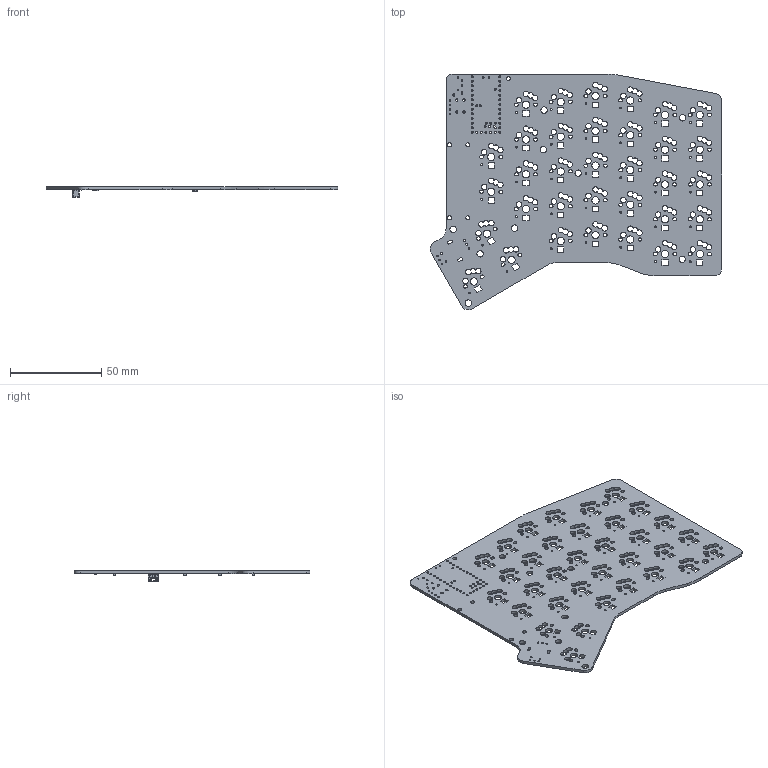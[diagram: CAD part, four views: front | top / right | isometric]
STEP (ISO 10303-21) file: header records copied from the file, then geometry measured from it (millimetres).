
FILE_DESCRIPTION(('KiCad electronic assembly'),'2;1');
FILE_NAME('Zodiark-V2-Right-SIMPLE.step','2024-09-10T21:11:03',('Pcbnew' ),('Kicad'),'Open CASCADE STEP processor 7.8', 'KiCad to STEP converter','Unknown');
FILE_SCHEMA(('AUTOMOTIVE_DESIGN { 1 0 10303 214 1 1 1 1 }'));
Length unit declared in the file: millimetre
Products named in the file (8): Zodiark-V2-Right-SIMPLE 1; C_0805_2012Metric; JST_GH_SM02B-GHS-TB_1x02-1MP_P1.25mm_Horizontal; JST_SM02B_GHS_TB; R_1206_3216Metric; _autosave-Zodiark-V2-Right_PCB
Assembly tree (11 placements, depth 3):
  Zodiark-V2-Right-SIMPLE 1
    C_0805_2012Metric  x5
      C_0805_2012Metric
    JST_GH_SM02B-GHS-TB_1x02-1MP_P1.25mm_Horizontal
      JST_SM02B_GHS_TB
    R_1206_3216Metric
      R_1206_3216Metric
    _autosave-Zodiark-V2-Right_PCB
Bounding box: 159.66 x 129.16 x 5.89 mm (x, y, z)
Volume: 23199.1 mm3; surface area: 34622.2 mm2
Topology: 8 solids, 8 shells, 1171 faces, 3409 edges, 2270 vertices
Faces by surface type: cylinder 772, plane 399
Full cylindrical faces by diameter (mm): 0.8 x2, 0.813 x4, 0.85 x2, 0.991 x34, 1 x8, 1.1 x39, 1.3 x4, 2.2 x5, 3 x34, 3.5 x9, 3.988 x34
Entity records: 38780 total; most frequent: DIRECTION 6711, CARTESIAN_POINT 6270, ORIENTED_EDGE 6242, EDGE_CURVE 3121, AXIS2_PLACEMENT_3D 2519, VERTEX_POINT 2078, FACE_BOUND 1705, EDGE_LOOP 1705
